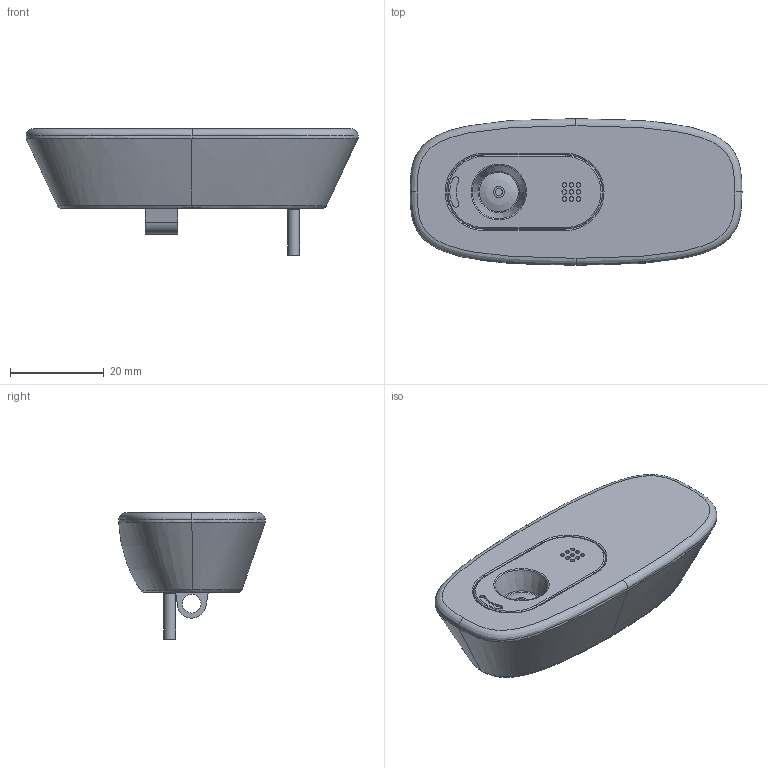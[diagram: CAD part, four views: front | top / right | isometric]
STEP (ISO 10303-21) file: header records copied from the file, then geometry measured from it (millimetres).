
FILE_DESCRIPTION(/* description */ (''),/* implementation_level */ '2;1');
FILE_NAME(/* name */ 'Logitech c270 v1.step',/* time_stamp */ '2021-12-02T17:35:28-05:00',/* author */ (''),/* organization */ (''),/* preprocessor_version */ 'ST-DEVELOPER v18.1',/* originating_system */ 'Autodesk Translation Framework v10.10.0.1391',/* authorisation */ '');
FILE_SCHEMA (('AUTOMOTIVE_DESIGN { 1 0 10303 214 3 1 1 }'));
Length unit declared in the file: millimetre
Products named in the file (1): Logitech c270
Bounding box: 71 x 31.35 x 27 mm (x, y, z)
Volume: 26143.5 mm3; surface area: 6231.9 mm2
Topology: 1 solids, 1 shells, 75 faces, 149 edges, 92 vertices
Faces by surface type: plane 25, cylinder 25, bspline 17, torus 6, cone 2
Full cylindrical faces by diameter (mm): 0.911 x8, 1 x1, 1.5 x1, 2.5 x1, 4 x1
Entity records: 4215 total; most frequent: CARTESIAN_POINT 2627, DIRECTION 315, ORIENTED_EDGE 298, EDGE_CURVE 149, AXIS2_PLACEMENT_3D 130, EDGE_LOOP 93, VERTEX_POINT 92, FACE_OUTER_BOUND 75
